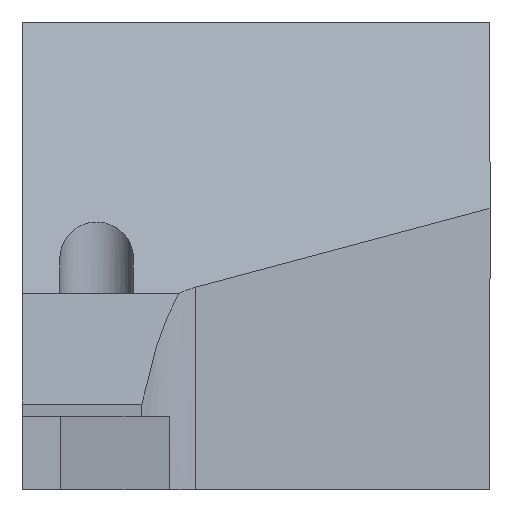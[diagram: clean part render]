
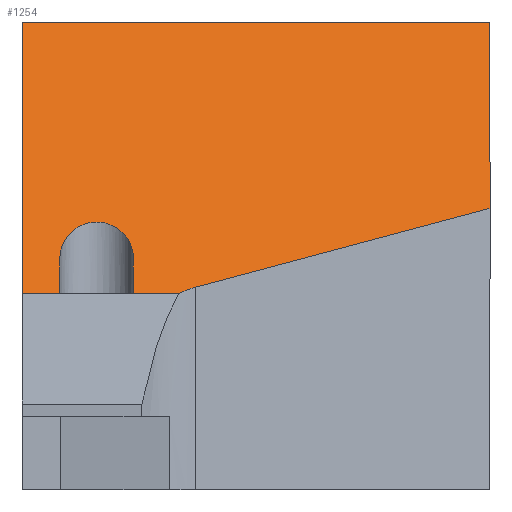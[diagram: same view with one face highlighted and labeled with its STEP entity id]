
A CAD part, left-side view. The second image highlights one B-rep face of the part: STEP entity #1254.
In plain terms, the highlighted planar face has unit normal (-0.707, 0, 0.707).
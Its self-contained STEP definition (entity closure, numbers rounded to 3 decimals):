
#13 = CARTESIAN_POINT ( 'NONE',  ( -115.331, 0., 1.939 ) ) ;
#28 = CARTESIAN_POINT ( 'NONE',  ( -118.794, 14.514, -1.525 ) ) ;
#45 = CARTESIAN_POINT ( 'NONE',  ( -118.794, 14.514, -1.525 ) ) ;
#62 = LINE ( 'NONE', #1434, #712 ) ;
#120 = VECTOR ( 'NONE', #1571, 1000. ) ;
#139 = LINE ( 'NONE', #45, #505 ) ;
#143 = CARTESIAN_POINT ( 'NONE',  ( -114.386, 17.514, 2.884 ) ) ;
#149 = CARTESIAN_POINT ( 'NONE',  ( -118.794, 17.514, -1.525 ) ) ;
#196 = CARTESIAN_POINT ( 'NONE',  ( -118.794, 19.05, -1.525 ) ) ;
#220 = EDGE_CURVE ( 'NONE', #1546, #1378, #139, .T. ) ;
#228 = CARTESIAN_POINT ( 'NONE',  ( -118.794, 12.672, -1.525 ) ) ;
#242 = DIRECTION ( 'NONE',  ( -0.707, 0., 0.707 ) ) ;
#274 = EDGE_CURVE ( 'NONE', #865, #1467, #538, .T. ) ;
#276 = CARTESIAN_POINT ( 'NONE',  ( -118.794, 12.672, -1.525 ) ) ;
#298 = ORIENTED_EDGE ( 'NONE', *, *, #1084, .T. ) ;
#304 = VERTEX_POINT ( 'NONE', #1474 ) ;
#349 = VERTEX_POINT ( 'NONE', #13 ) ;
#354 = EDGE_CURVE ( 'NONE', #1467, #349, #1579, .T. ) ;
#358 = LINE ( 'NONE', #604, #1424 ) ;
#374 = EDGE_CURVE ( 'NONE', #1378, #1318, #358, .T. ) ;
#379 = EDGE_CURVE ( 'NONE', #1148, #304, #871, .T. ) ;
#386 = LINE ( 'NONE', #875, #1495 ) ;
#402 = CARTESIAN_POINT ( 'NONE',  ( -107.744, 0., 9.525 ) ) ;
#481 = CARTESIAN_POINT ( 'NONE',  ( -118.794, 180.284, -1.525 ) ) ;
#505 = VECTOR ( 'NONE', #1370, 1000. ) ;
#516 = CARTESIAN_POINT ( 'NONE',  ( -117.386, 14.514, -0.116 ) ) ;
#538 = LINE ( 'NONE', #402, #934 ) ;
#597 = CARTESIAN_POINT ( 'NONE',  ( -107.744, 0., 9.525 ) ) ;
#604 = CARTESIAN_POINT ( 'NONE',  ( -118.794, 180.284, -1.525 ) ) ;
#610 = DIRECTION ( 'NONE',  ( -0.707, 0., -0.707 ) ) ;
#613 = CARTESIAN_POINT ( 'NONE',  ( -117.386, 17.514, -0.116 ) ) ;
#627 = ORIENTED_EDGE ( 'NONE', *, *, #379, .T. ) ;
#671 = DIRECTION ( 'NONE',  ( 0.707, 0., 0.707 ) ) ;
#685 = VERTEX_POINT ( 'NONE', #613 ) ;
#691 = DIRECTION ( 'NONE',  ( 0.251, -0.935, 0.251 ) ) ;
#697 = EDGE_CURVE ( 'NONE', #1318, #1231, #1281, .T. ) ;
#712 = VECTOR ( 'NONE', #691, 1000. ) ;
#718 = ORIENTED_EDGE ( 'NONE', *, *, #354, .F. ) ;
#724 = DIRECTION ( 'NONE',  ( 0., -1., 0. ) ) ;
#725 = LINE ( 'NONE', #149, #1016 ) ;
#778 = ORIENTED_EDGE ( 'NONE', *, *, #697, .T. ) ;
#836 = CARTESIAN_POINT ( 'NONE',  ( -118.605, 12.22, -1.336 ) ) ;
#851 = DIRECTION ( 'NONE',  ( 0., -1., 0. ) ) ;
#865 = VERTEX_POINT ( 'NONE', #869 ) ;
#869 = CARTESIAN_POINT ( 'NONE',  ( -107.744, 19.05, 9.525 ) ) ;
#871 = LINE ( 'NONE', #1082, #1577 ) ;
#875 = CARTESIAN_POINT ( 'NONE',  ( -63.397, 19.05, 53.872 ) ) ;
#903 = DIRECTION ( 'NONE',  ( 0., -1., 0. ) ) ;
#909 = ORIENTED_EDGE ( 'NONE', *, *, #374, .T. ) ;
#915 = EDGE_LOOP ( 'NONE', ( #1590, #909, #778, #298, #718, #1095, #951, #627, #1048, #1301 ) ) ;
#934 = VECTOR ( 'NONE', #903, 1000. ) ;
#951 = ORIENTED_EDGE ( 'NONE', *, *, #1343, .F. ) ;
#978 = CARTESIAN_POINT ( 'NONE',  ( -118.541, 11.983, -1.272 ) ) ;
#979 = CARTESIAN_POINT ( 'NONE',  ( -118.689, 12.45, -1.42 ) ) ;
#1016 = VECTOR ( 'NONE', #1092, 1000. ) ;
#1048 = ORIENTED_EDGE ( 'NONE', *, *, #1585, .T. ) ;
#1082 = CARTESIAN_POINT ( 'NONE',  ( -118.794, 180.284, -1.525 ) ) ;
#1084 = EDGE_CURVE ( 'NONE', #1231, #349, #62, .T. ) ;
#1092 = DIRECTION ( 'NONE',  ( 0.707, 0., 0.707 ) ) ;
#1095 = ORIENTED_EDGE ( 'NONE', *, *, #274, .F. ) ;
#1148 = VERTEX_POINT ( 'NONE', #196 ) ;
#1217 = AXIS2_PLACEMENT_3D ( 'NONE', #481, #242, #610 ) ;
#1218 = CARTESIAN_POINT ( 'NONE',  ( -118.541, 11.983, -1.272 ) ) ;
#1221 = CARTESIAN_POINT ( 'NONE',  ( -117.386, 14.514, -0.116 ) ) ;
#1231 = VERTEX_POINT ( 'NONE', #978 ) ;
#1254 = ADVANCED_FACE ( 'NONE', ( #1335 ), #1576, .T. ) ;
#1281 =( BOUNDED_CURVE ( )  B_SPLINE_CURVE ( 3, ( #228, #979, #836, #1218 ),
 .UNSPECIFIED., .F., .F. ) 
 B_SPLINE_CURVE_WITH_KNOTS ( ( 4, 4 ),
 ( 2.7, 2.88 ),
 .UNSPECIFIED. ) 
 CURVE ( )  GEOMETRIC_REPRESENTATION_ITEM ( )  RATIONAL_B_SPLINE_CURVE ( ( 1., 0.997, 0.997, 1. ) ) 
 REPRESENTATION_ITEM ( '' )  );
#1301 = ORIENTED_EDGE ( 'NONE', *, *, #1309, .T. ) ;
#1309 = EDGE_CURVE ( 'NONE', #685, #1546, #1344, .T. ) ;
#1318 = VERTEX_POINT ( 'NONE', #276 ) ;
#1335 = FACE_OUTER_BOUND ( 'NONE', #915, .T. ) ;
#1343 = EDGE_CURVE ( 'NONE', #1148, #865, #386, .T. ) ;
#1344 =( BOUNDED_CURVE ( )  B_SPLINE_CURVE ( 3, ( #1363, #143, #1406, #516 ),
 .UNSPECIFIED., .F., .F. ) 
 B_SPLINE_CURVE_WITH_KNOTS ( ( 4, 4 ),
 ( 1.571, 4.712 ),
 .UNSPECIFIED. ) 
 CURVE ( )  GEOMETRIC_REPRESENTATION_ITEM ( )  RATIONAL_B_SPLINE_CURVE ( ( 1., 0.333, 0.333, 1. ) ) 
 REPRESENTATION_ITEM ( '' )  );
#1363 = CARTESIAN_POINT ( 'NONE',  ( -117.386, 17.514, -0.116 ) ) ;
#1370 = DIRECTION ( 'NONE',  ( -0.707, 0., -0.707 ) ) ;
#1378 = VERTEX_POINT ( 'NONE', #28 ) ;
#1406 = CARTESIAN_POINT ( 'NONE',  ( -114.386, 14.514, 2.884 ) ) ;
#1424 = VECTOR ( 'NONE', #851, 1000. ) ;
#1434 = CARTESIAN_POINT ( 'NONE',  ( -108.062, -27.125, 9.207 ) ) ;
#1467 = VERTEX_POINT ( 'NONE', #597 ) ;
#1474 = CARTESIAN_POINT ( 'NONE',  ( -118.794, 17.514, -1.525 ) ) ;
#1495 = VECTOR ( 'NONE', #671, 1000. ) ;
#1546 = VERTEX_POINT ( 'NONE', #1221 ) ;
#1571 = DIRECTION ( 'NONE',  ( -0.707, 0., -0.707 ) ) ;
#1576 = PLANE ( 'NONE',  #1217 ) ;
#1577 = VECTOR ( 'NONE', #724, 1000. ) ;
#1579 = LINE ( 'NONE', #1588, #120 ) ;
#1585 = EDGE_CURVE ( 'NONE', #304, #685, #725, .T. ) ;
#1588 = CARTESIAN_POINT ( 'NONE',  ( -63.397, 0., 53.872 ) ) ;
#1590 = ORIENTED_EDGE ( 'NONE', *, *, #220, .T. ) ;
